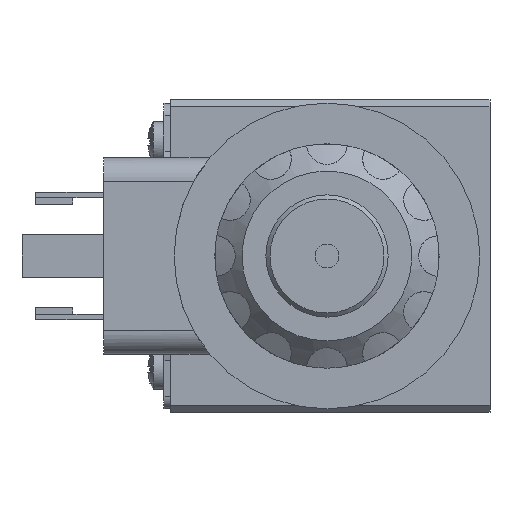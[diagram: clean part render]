
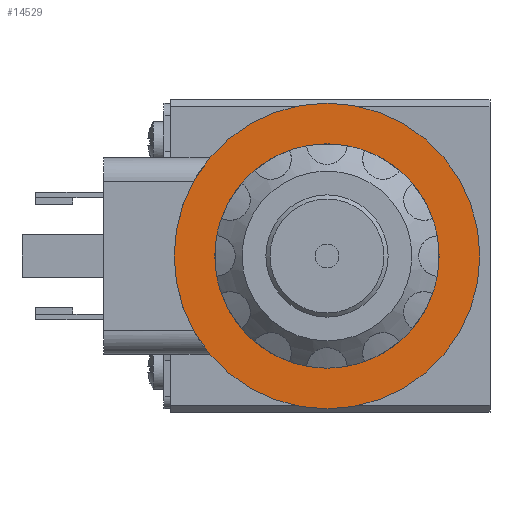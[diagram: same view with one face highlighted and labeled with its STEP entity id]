
A CAD part, left-side view. The second image highlights one B-rep face of the part: STEP entity #14529.
In plain terms, the highlighted planar face has unit normal (-1, 0, 0).
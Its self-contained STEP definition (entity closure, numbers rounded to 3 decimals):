
#3828=ORIENTED_EDGE('',*,*,#6410,.F.);
#3829=ORIENTED_EDGE('',*,*,#6411,.T.);
#6410=EDGE_CURVE('',#7812,#7812,#8674,.T.);
#6411=EDGE_CURVE('',#7813,#7813,#8675,.T.);
#7812=VERTEX_POINT('',#20298);
#7813=VERTEX_POINT('',#20301);
#8674=CIRCLE('',#15402,22.5);
#8675=CIRCLE('',#15404,11.);
#9134=EDGE_LOOP('',(#3828));
#9135=EDGE_LOOP('',(#3829));
#9910=FACE_BOUND('',#9134,.T.);
#9911=FACE_BOUND('',#9135,.T.);
#10456=PLANE('',#15403);
#14529=ADVANCED_FACE('',(#9910,#9911),#10456,.F.);
#15402=AXIS2_PLACEMENT_3D('',#20297,#17199,#17200);
#15403=AXIS2_PLACEMENT_3D('',#20299,#17201,#17202);
#15404=AXIS2_PLACEMENT_3D('',#20300,#17203,#17204);
#17199=DIRECTION('',(1.,0.,0.));
#17200=DIRECTION('',(0.,0.,-1.));
#17201=DIRECTION('',(1.,0.,0.));
#17202=DIRECTION('',(0.,0.,-1.));
#17203=DIRECTION('',(1.,0.,0.));
#17204=DIRECTION('',(0.,0.,-1.));
#20297=CARTESIAN_POINT('',(0.,0.,0.));
#20298=CARTESIAN_POINT('',(0.,0.,-22.5));
#20299=CARTESIAN_POINT('',(0.,0.,0.));
#20300=CARTESIAN_POINT('',(0.,0.,0.));
#20301=CARTESIAN_POINT('',(0.,0.,-11.));
